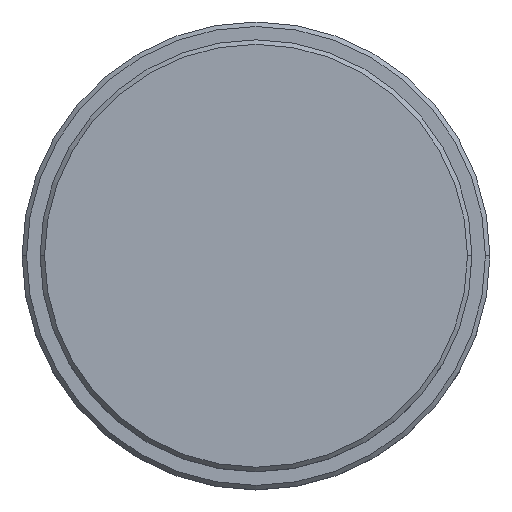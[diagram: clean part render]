
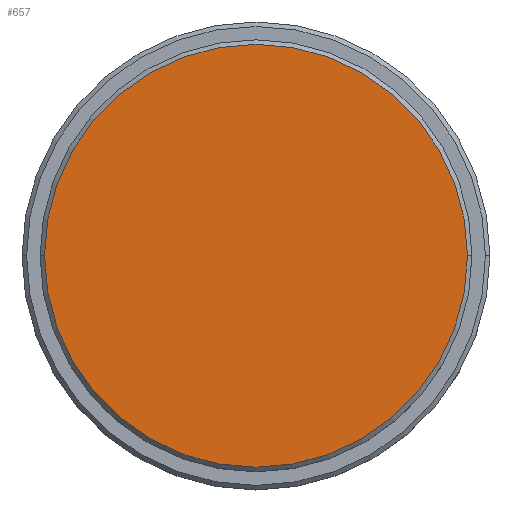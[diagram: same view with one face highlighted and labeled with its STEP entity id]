
A CAD part, top view. The second image highlights one B-rep face of the part: STEP entity #657.
In plain terms, the highlighted planar face has unit normal (0, 0, 1).
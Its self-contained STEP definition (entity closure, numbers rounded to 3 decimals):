
#23 = CARTESIAN_POINT ( 'NONE',  ( 23.5, 0., 0. ) ) ;
#87 = CARTESIAN_POINT ( 'NONE',  ( 0., 0., 0. ) ) ;
#172 = DIRECTION ( 'NONE',  ( 0., 0., 1. ) ) ;
#218 = PLANE ( 'NONE',  #736 ) ;
#224 = CARTESIAN_POINT ( 'NONE',  ( 0., 0., 0. ) ) ;
#225 = CIRCLE ( 'NONE', #1054, 23.5 ) ;
#241 = EDGE_CURVE ( 'NONE', #368, #314, #691, .T. ) ;
#314 = VERTEX_POINT ( 'NONE', #23 ) ;
#368 = VERTEX_POINT ( 'NONE', #1165 ) ;
#457 = EDGE_CURVE ( 'NONE', #314, #368, #225, .T. ) ;
#527 = ORIENTED_EDGE ( 'NONE', *, *, #241, .T. ) ;
#528 = DIRECTION ( 'NONE',  ( 0., 0., 1. ) ) ;
#540 = DIRECTION ( 'NONE',  ( 1., 0., 0. ) ) ;
#657 = ADVANCED_FACE ( 'NONE', ( #1093 ), #218, .T. ) ;
#691 = CIRCLE ( 'NONE', #1250, 23.5 ) ;
#736 = AXIS2_PLACEMENT_3D ( 'NONE', #224, #528, #540 ) ;
#754 = EDGE_LOOP ( 'NONE', ( #527, #990 ) ) ;
#844 = DIRECTION ( 'NONE',  ( 1., 0., 0. ) ) ;
#862 = DIRECTION ( 'NONE',  ( 0., 0., 1. ) ) ;
#990 = ORIENTED_EDGE ( 'NONE', *, *, #457, .T. ) ;
#1054 = AXIS2_PLACEMENT_3D ( 'NONE', #87, #862, #1187 ) ;
#1093 = FACE_OUTER_BOUND ( 'NONE', #754, .T. ) ;
#1165 = CARTESIAN_POINT ( 'NONE',  ( -23.5, 0., 0. ) ) ;
#1187 = DIRECTION ( 'NONE',  ( 1., 0., 0. ) ) ;
#1189 = CARTESIAN_POINT ( 'NONE',  ( 0., 0., 0. ) ) ;
#1250 = AXIS2_PLACEMENT_3D ( 'NONE', #1189, #172, #844 ) ;
